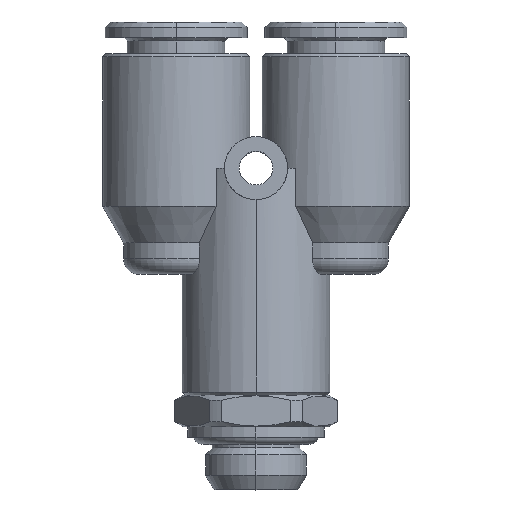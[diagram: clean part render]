
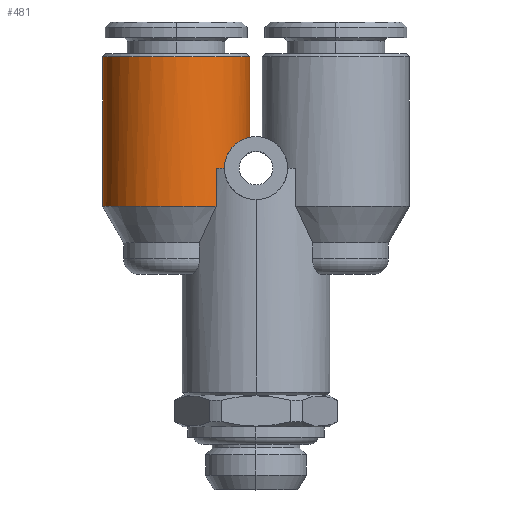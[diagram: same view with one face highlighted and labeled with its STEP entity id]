
A CAD part, top view. The second image highlights one B-rep face of the part: STEP entity #481.
In plain terms, the highlighted cylindrical face has radius 7 mm (diameter 14 mm), a partial arc.
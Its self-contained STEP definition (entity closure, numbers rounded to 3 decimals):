
#47 = VERTEX_POINT ( 'NONE', #1459 ) ;
#49 = EDGE_CURVE ( 'NONE', #47, #50, #1413, .T. ) ;
#50 = VERTEX_POINT ( 'NONE', #1414 ) ;
#329 = VERTEX_POINT ( 'NONE', #2096 ) ;
#334 = ORIENTED_EDGE ( 'NONE', *, *, #49, .F. ) ;
#337 = VERTEX_POINT ( 'NONE', #1981 ) ;
#338 = ORIENTED_EDGE ( 'NONE', *, *, #513, .T. ) ;
#437 = EDGE_CURVE ( 'NONE', #483, #329, #2134, .T. ) ;
#438 = EDGE_CURVE ( 'NONE', #491, #50, #2157, .T. ) ;
#442 = EDGE_LOOP ( 'NONE', ( #334, #444, #495, #484, #338, #489, #492 ) ) ;
#444 = ORIENTED_EDGE ( 'NONE', *, *, #445, .T. ) ;
#445 = EDGE_CURVE ( 'NONE', #47, #329, #2232, .T. ) ;
#481 = ADVANCED_FACE ( 'NONE', ( #2343 ), #2341, .T. ) ;
#483 = VERTEX_POINT ( 'NONE', #2342 ) ;
#484 = ORIENTED_EDGE ( 'NONE', *, *, #485, .F. ) ;
#485 = EDGE_CURVE ( 'NONE', #486, #483, #2313, .T. ) ;
#486 = VERTEX_POINT ( 'NONE', #2309 ) ;
#489 = ORIENTED_EDGE ( 'NONE', *, *, #490, .T. ) ;
#490 = EDGE_CURVE ( 'NONE', #337, #491, #2285, .T. ) ;
#491 = VERTEX_POINT ( 'NONE', #2281 ) ;
#492 = ORIENTED_EDGE ( 'NONE', *, *, #438, .T. ) ;
#495 = ORIENTED_EDGE ( 'NONE', *, *, #437, .F. ) ;
#513 = EDGE_CURVE ( 'NONE', #486, #337, #2422, .T. ) ;
#1382 = CARTESIAN_POINT ( 'NONE',  ( -3., 0., 5.276 ) ) ;
#1383 = CARTESIAN_POINT ( 'NONE',  ( -3., 0.309, 5.276 ) ) ;
#1384 = CARTESIAN_POINT ( 'NONE',  ( -2.95, 0.622, 5.234 ) ) ;
#1385 = CARTESIAN_POINT ( 'NONE',  ( -2.771, 1.187, 5.069 ) ) ;
#1397 = CARTESIAN_POINT ( 'NONE',  ( -2.64, 1.449, 4.944 ) ) ;
#1398 = CARTESIAN_POINT ( 'NONE',  ( -2.344, 1.891, 4.629 ) ) ;
#1399 = CARTESIAN_POINT ( 'NONE',  ( -2.177, 2.076, 4.434 ) ) ;
#1400 = CARTESIAN_POINT ( 'NONE',  ( -1.85, 2.372, 4.002 ) ) ;
#1401 = CARTESIAN_POINT ( 'NONE',  ( -1.688, 2.486, 3.759 ) ) ;
#1402 = CARTESIAN_POINT ( 'NONE',  ( -1.391, 2.664, 3.246 ) ) ;
#1412 = CARTESIAN_POINT ( 'NONE',  ( -0.6, 2.939, 0.31 ) ) ;
#1413 = B_SPLINE_CURVE_WITH_KNOTS ( 'NONE', 3,
 ( #1467, #1412, #1466, #1465, #1464, #1463, #1462, #1461, #1402, #1401, #1400, #1399, #1398, #1397, #1385, #1384, #1383, #1382 ),
 .UNSPECIFIED., .F., .F.,
 ( 4, 2, 2, 2, 2, 2, 2, 2, 4 ),
 ( 0.015, 0.016, 0.017, 0.017, 0.018, 0.019, 0.02, 0.021, 0.022 ),
 .UNSPECIFIED. ) ;
#1414 = CARTESIAN_POINT ( 'NONE',  ( -3., 0., 5.276 ) ) ;
#1459 = CARTESIAN_POINT ( 'NONE',  ( -0.6, 2.939, 0. ) ) ;
#1461 = CARTESIAN_POINT ( 'NONE',  ( -1.257, 2.727, 2.976 ) ) ;
#1462 = CARTESIAN_POINT ( 'NONE',  ( -1.022, 2.823, 2.413 ) ) ;
#1463 = CARTESIAN_POINT ( 'NONE',  ( -0.921, 2.856, 2.119 ) ) ;
#1464 = CARTESIAN_POINT ( 'NONE',  ( -0.762, 2.903, 1.528 ) ) ;
#1465 = CARTESIAN_POINT ( 'NONE',  ( -0.702, 2.917, 1.228 ) ) ;
#1466 = CARTESIAN_POINT ( 'NONE',  ( -0.621, 2.935, 0.62 ) ) ;
#1467 = CARTESIAN_POINT ( 'NONE',  ( -0.6, 2.939, 0. ) ) ;
#1981 = CARTESIAN_POINT ( 'NONE',  ( -3.8, -3.636, 5.879 ) ) ;
#2096 = CARTESIAN_POINT ( 'NONE',  ( -0.6, 10.6, 0. ) ) ;
#2131 = DIRECTION ( 'NONE',  ( -1., 0., 0. ) ) ;
#2132 = DIRECTION ( 'NONE',  ( 0., 1., 0. ) ) ;
#2133 = AXIS2_PLACEMENT_3D ( 'NONE', #2204, #2132, #2131 ) ;
#2134 = CIRCLE ( 'NONE', #2133, 7. ) ;
#2153 = DIRECTION ( 'NONE',  ( 0., 0., 1. ) ) ;
#2154 = DIRECTION ( 'NONE',  ( 0., 1., 0. ) ) ;
#2155 = CARTESIAN_POINT ( 'NONE',  ( -7.6, 0., 0. ) ) ;
#2156 = AXIS2_PLACEMENT_3D ( 'NONE', #2155, #2154, #2153 ) ;
#2157 = CIRCLE ( 'NONE', #2156, 7. ) ;
#2204 = CARTESIAN_POINT ( 'NONE',  ( -7.6, 10.6, 0. ) ) ;
#2225 = DIRECTION ( 'NONE',  ( 0., 1., 0. ) ) ;
#2226 = VECTOR ( 'NONE', #2225, 1000. ) ;
#2227 = CARTESIAN_POINT ( 'NONE',  ( -0.6, 17.66, 0. ) ) ;
#2232 = LINE ( 'NONE', #2227, #2226 ) ;
#2281 = CARTESIAN_POINT ( 'NONE',  ( -3.8, 0., 5.879 ) ) ;
#2282 = DIRECTION ( 'NONE',  ( 0., 1., 0. ) ) ;
#2283 = VECTOR ( 'NONE', #2282, 1000. ) ;
#2284 = CARTESIAN_POINT ( 'NONE',  ( -3.8, -1.818, 5.879 ) ) ;
#2285 = LINE ( 'NONE', #2284, #2283 ) ;
#2309 = CARTESIAN_POINT ( 'NONE',  ( -14.6, -3.636, 0. ) ) ;
#2310 = DIRECTION ( 'NONE',  ( 0., 1., 0. ) ) ;
#2311 = VECTOR ( 'NONE', #2310, 1000. ) ;
#2312 = CARTESIAN_POINT ( 'NONE',  ( -14.6, 17.66, 0. ) ) ;
#2313 = LINE ( 'NONE', #2312, #2311 ) ;
#2314 = DIRECTION ( 'NONE',  ( -1., 0., 0. ) ) ;
#2315 = DIRECTION ( 'NONE',  ( 0., 1., 0. ) ) ;
#2316 = CARTESIAN_POINT ( 'NONE',  ( -7.6, 17.66, 0. ) ) ;
#2340 = AXIS2_PLACEMENT_3D ( 'NONE', #2316, #2315, #2314 ) ;
#2341 = CYLINDRICAL_SURFACE ( 'NONE', #2340, 7. ) ;
#2342 = CARTESIAN_POINT ( 'NONE',  ( -14.6, 10.6, 0. ) ) ;
#2343 = FACE_OUTER_BOUND ( 'NONE', #442, .T. ) ;
#2418 = DIRECTION ( 'NONE',  ( -1., 0., 0. ) ) ;
#2419 = DIRECTION ( 'NONE',  ( 0., 1., 0. ) ) ;
#2420 = CARTESIAN_POINT ( 'NONE',  ( -7.6, -3.636, 0. ) ) ;
#2421 = AXIS2_PLACEMENT_3D ( 'NONE', #2420, #2419, #2418 ) ;
#2422 = CIRCLE ( 'NONE', #2421, 7. ) ;
